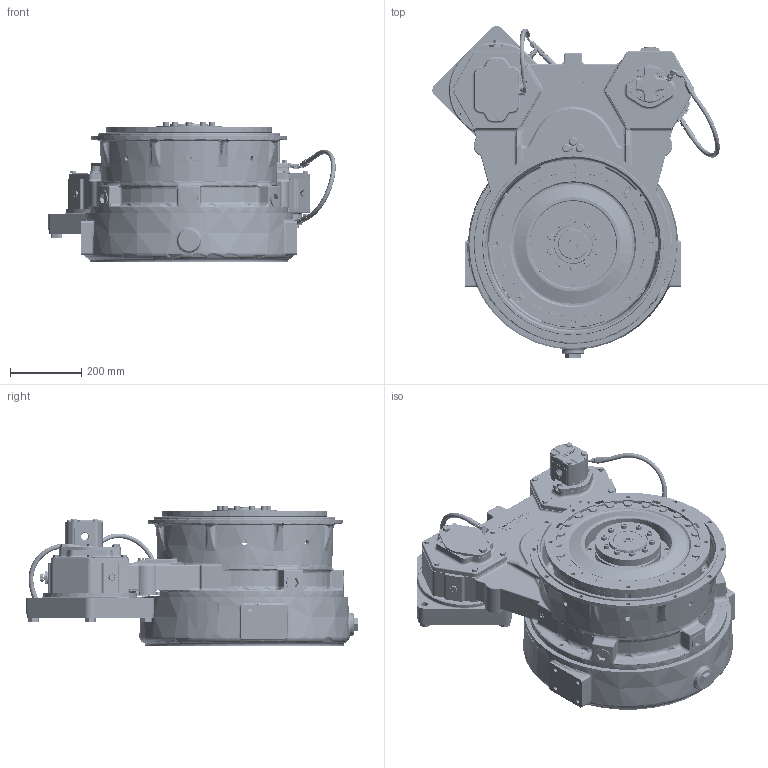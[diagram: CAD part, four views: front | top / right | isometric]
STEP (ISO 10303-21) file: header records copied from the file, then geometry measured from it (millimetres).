
FILE_DESCRIPTION (( 'STEP AP214' ), '1' );
FILE_NAME ('1026868C.STEP', '2018-07-24T20:56:01', ( '' ), ( '' ), 'SwSTEP 2.0', 'SolidWorks 2015', '' );
FILE_SCHEMA (( 'AUTOMOTIVE_DESIGN' ));
Length unit declared in the file: millimetre
Products named in the file (1): 1026868C
Bounding box: 809.32 x 934.95 x 394.34 mm (x, y, z)
Surface area: 3352362.6 mm2 (no closed solid volume)
Topology: 0 solids, 268 shells, 3639 faces, 12627 edges, 8818 vertices
Faces by surface type: plane 1347, cylinder 1024, bspline 476, torus 409, cone 353, sphere 30
Entity records: 223109 total; most frequent: CARTESIAN_POINT 81290, DIRECTION 20487, ORIENTED_EDGE 19377, EDGE_CURVE 12557, VERTEX_POINT 8813, AXIS2_PLACEMENT_3D 7836, VECTOR 4815, LINE 4815
